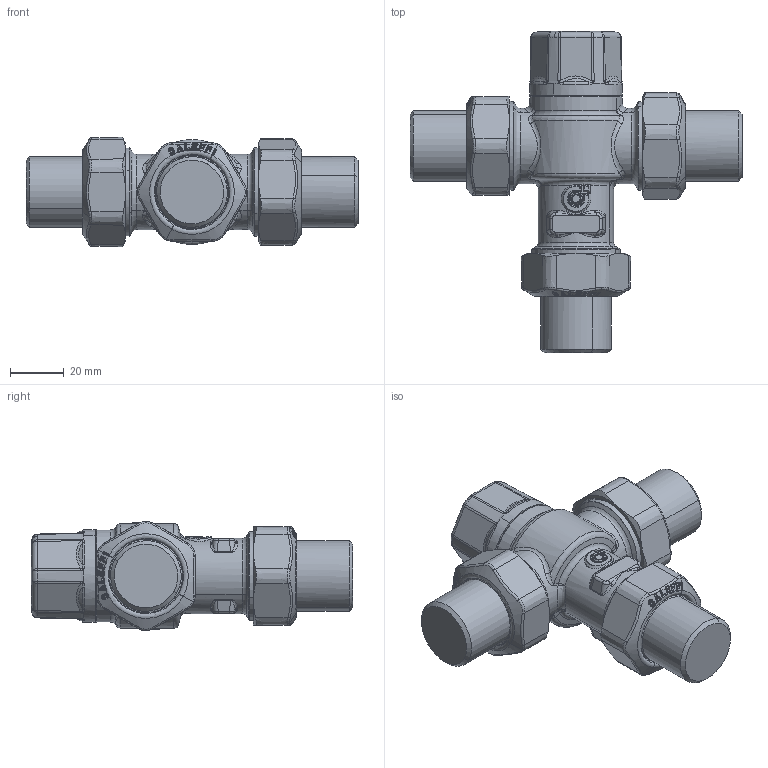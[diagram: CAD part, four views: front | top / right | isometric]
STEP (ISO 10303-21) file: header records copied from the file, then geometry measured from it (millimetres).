
FILE_DESCRIPTION(('CATIA V5 STEP Exchange'),'2;1');
FILE_NAME('STEP_262050_-_TST.stp','2017-07-07T13:18:58+00:00',('none'),('none'),'CATIA Version 5-6 Release 2014 SP5','CATIA V5 STEP AP203','none');
FILE_SCHEMA(('CONFIG_CONTROL_DESIGN'));
Length unit declared in the file: millimetre
Products named in the file (1): 262050 - TST
Bounding box: 123.5 x 119.72 x 40.67 mm (x, y, z)
Volume: 168911.8 mm3; surface area: 28192.1 mm2
Topology: 1 solids, 7 shells, 1838 faces, 4293 edges, 2297 vertices
Faces by surface type: bspline 1262, sphere 198, cone 157, cylinder 91, plane 66, torus 64
Entity records: 110393 total; most frequent: CARTESIAN_POINT 81551, ORIENTED_EDGE 8220, EDGE_CURVE 4110, B_SPLINE_CURVE_WITH_KNOTS 3326, VERTEX_POINT 2297, EDGE_LOOP 1849, ADVANCED_FACE 1838, FACE_OUTER_BOUND 1838
